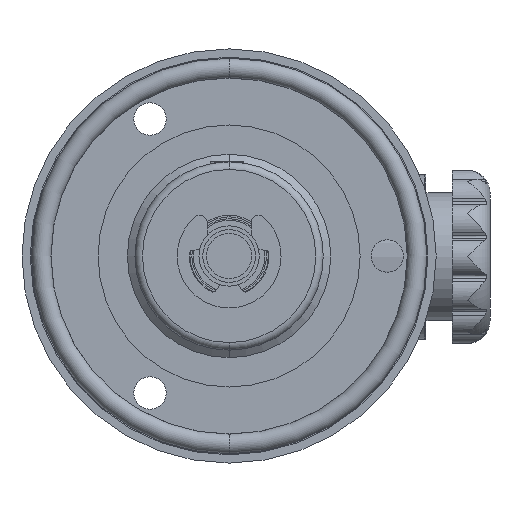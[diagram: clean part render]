
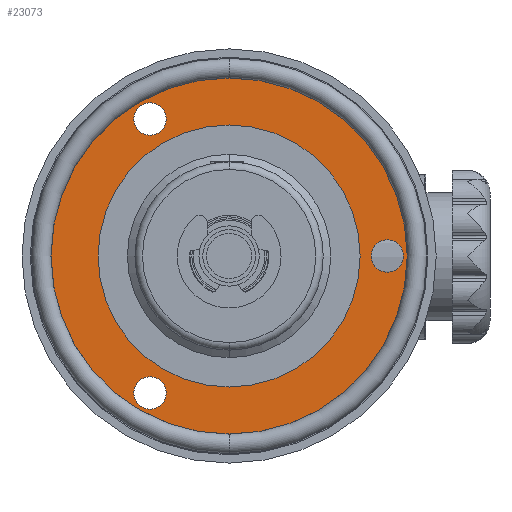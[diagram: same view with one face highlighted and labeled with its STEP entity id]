
A CAD part, front view. The second image highlights one B-rep face of the part: STEP entity #23073.
In plain terms, the highlighted planar face has unit normal (0, -1, 0).
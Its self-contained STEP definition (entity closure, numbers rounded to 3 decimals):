
#433 = VERTEX_POINT ( 'NONE', #15495 ) ;
#897 = CARTESIAN_POINT ( 'NONE',  ( 21., 0., 0. ) ) ;
#1230 = FACE_BOUND ( 'NONE', #23173, .T. ) ;
#1427 = CARTESIAN_POINT ( 'NONE',  ( -10.5, 0., 18.187 ) ) ;
#1745 = DIRECTION ( 'NONE',  ( 0., 0., 1. ) ) ;
#1962 = DIRECTION ( 'NONE',  ( -1., 0., 0. ) ) ;
#2178 = CARTESIAN_POINT ( 'NONE',  ( 0., 0., 23.65 ) ) ;
#2313 = CARTESIAN_POINT ( 'NONE',  ( 0., 0., -23.65 ) ) ;
#2623 = DIRECTION ( 'NONE',  ( 0., 1., 0. ) ) ;
#2913 = FACE_OUTER_BOUND ( 'NONE', #26378, .T. ) ;
#3025 = CARTESIAN_POINT ( 'NONE',  ( -10.5, 0., 18.187 ) ) ;
#3527 = EDGE_CURVE ( 'NONE', #21424, #19492, #3808, .T. ) ;
#3586 = AXIS2_PLACEMENT_3D ( 'NONE', #5160, #13766, #17673 ) ;
#3719 = CARTESIAN_POINT ( 'NONE',  ( -9.425, 0., 16.325 ) ) ;
#3808 = CIRCLE ( 'NONE', #6032, 2.15 ) ;
#4252 = CARTESIAN_POINT ( 'NONE',  ( 0., 0., 17.4 ) ) ;
#5002 = DIRECTION ( 'NONE',  ( 0., 0., 1. ) ) ;
#5160 = CARTESIAN_POINT ( 'NONE',  ( -27.5, 0., 0. ) ) ;
#5188 = DIRECTION ( 'NONE',  ( 0., 1., 0. ) ) ;
#5513 = CARTESIAN_POINT ( 'NONE',  ( -11.575, 0., -20.048 ) ) ;
#5522 = AXIS2_PLACEMENT_3D ( 'NONE', #8372, #25405, #6434 ) ;
#5550 = EDGE_CURVE ( 'NONE', #14496, #18085, #24189, .T. ) ;
#5728 = DIRECTION ( 'NONE',  ( 0., 1., 0. ) ) ;
#5915 = ORIENTED_EDGE ( 'NONE', *, *, #20809, .T. ) ;
#6032 = AXIS2_PLACEMENT_3D ( 'NONE', #3025, #19688, #7059 ) ;
#6268 = DIRECTION ( 'NONE',  ( 0., 1., 0. ) ) ;
#6434 = DIRECTION ( 'NONE',  ( 0.5, 0., 0.866 ) ) ;
#6873 = VERTEX_POINT ( 'NONE', #5513 ) ;
#7059 = DIRECTION ( 'NONE',  ( 0.5, 0., -0.866 ) ) ;
#7123 = EDGE_CURVE ( 'NONE', #12680, #14386, #17001, .T. ) ;
#7144 = ORIENTED_EDGE ( 'NONE', *, *, #8376, .F. ) ;
#7550 = DIRECTION ( 'NONE',  ( 0., 1., 0. ) ) ;
#7782 = CARTESIAN_POINT ( 'NONE',  ( 23.15, 0., 0. ) ) ;
#7825 = DIRECTION ( 'NONE',  ( 0., 1., 0. ) ) ;
#7981 = VERTEX_POINT ( 'NONE', #10873 ) ;
#8372 = CARTESIAN_POINT ( 'NONE',  ( -10.5, 0., -18.187 ) ) ;
#8376 = EDGE_CURVE ( 'NONE', #18085, #14496, #13111, .T. ) ;
#8711 = CIRCLE ( 'NONE', #20654, 2.15 ) ;
#8855 = CIRCLE ( 'NONE', #15982, 2.15 ) ;
#9311 = CARTESIAN_POINT ( 'NONE',  ( -11.575, 0., 20.048 ) ) ;
#9597 = CIRCLE ( 'NONE', #21096, 2.15 ) ;
#9699 = ORIENTED_EDGE ( 'NONE', *, *, #7123, .T. ) ;
#9915 = CIRCLE ( 'NONE', #26276, 2.15 ) ;
#10029 = AXIS2_PLACEMENT_3D ( 'NONE', #12187, #10367, #1745 ) ;
#10367 = DIRECTION ( 'NONE',  ( 0., 1., 0. ) ) ;
#10838 = EDGE_LOOP ( 'NONE', ( #26843, #14754 ) ) ;
#10873 = CARTESIAN_POINT ( 'NONE',  ( 18.85, 0., 0. ) ) ;
#11282 = FACE_BOUND ( 'NONE', #10838, .T. ) ;
#11605 = ORIENTED_EDGE ( 'NONE', *, *, #3527, .T. ) ;
#12187 = CARTESIAN_POINT ( 'NONE',  ( 0., 0., 0. ) ) ;
#12680 = VERTEX_POINT ( 'NONE', #4252 ) ;
#13111 = CIRCLE ( 'NONE', #20597, 23.65 ) ;
#13351 = CARTESIAN_POINT ( 'NONE',  ( 0., 0., 0. ) ) ;
#13760 = DIRECTION ( 'NONE',  ( 0., 1., 0. ) ) ;
#13766 = DIRECTION ( 'NONE',  ( 0., -1., 0. ) ) ;
#14335 = AXIS2_PLACEMENT_3D ( 'NONE', #24683, #5728, #26500 ) ;
#14386 = VERTEX_POINT ( 'NONE', #16530 ) ;
#14496 = VERTEX_POINT ( 'NONE', #2313 ) ;
#14754 = ORIENTED_EDGE ( 'NONE', *, *, #25394, .T. ) ;
#14898 = EDGE_CURVE ( 'NONE', #7981, #25509, #8711, .T. ) ;
#14956 = EDGE_CURVE ( 'NONE', #19492, #21424, #9597, .T. ) ;
#15146 = DIRECTION ( 'NONE',  ( 0.5, 0., 0.866 ) ) ;
#15495 = CARTESIAN_POINT ( 'NONE',  ( -9.425, 0., -16.325 ) ) ;
#15982 = AXIS2_PLACEMENT_3D ( 'NONE', #21644, #2623, #15146 ) ;
#16347 = ORIENTED_EDGE ( 'NONE', *, *, #5550, .F. ) ;
#16530 = CARTESIAN_POINT ( 'NONE',  ( 0., 0., -17.4 ) ) ;
#16857 = AXIS2_PLACEMENT_3D ( 'NONE', #19892, #5188, #24138 ) ;
#17001 = CIRCLE ( 'NONE', #14335, 17.4 ) ;
#17540 = EDGE_CURVE ( 'NONE', #14386, #12680, #25196, .T. ) ;
#17673 = DIRECTION ( 'NONE',  ( 0., 0., -1. ) ) ;
#17732 = EDGE_CURVE ( 'NONE', #433, #6873, #8855, .T. ) ;
#17937 = PLANE ( 'NONE',  #3586 ) ;
#18076 = FACE_BOUND ( 'NONE', #26925, .T. ) ;
#18085 = VERTEX_POINT ( 'NONE', #2178 ) ;
#18195 = FACE_BOUND ( 'NONE', #19434, .T. ) ;
#19434 = EDGE_LOOP ( 'NONE', ( #21213, #5915 ) ) ;
#19492 = VERTEX_POINT ( 'NONE', #9311 ) ;
#19688 = DIRECTION ( 'NONE',  ( 0., 1., 0. ) ) ;
#19892 = CARTESIAN_POINT ( 'NONE',  ( 0., 0., 0. ) ) ;
#20597 = AXIS2_PLACEMENT_3D ( 'NONE', #13351, #13760, #5002 ) ;
#20654 = AXIS2_PLACEMENT_3D ( 'NONE', #897, #7550, #26255 ) ;
#20709 = DIRECTION ( 'NONE',  ( 0.5, 0., -0.866 ) ) ;
#20809 = EDGE_CURVE ( 'NONE', #6873, #433, #25411, .T. ) ;
#20962 = CARTESIAN_POINT ( 'NONE',  ( 21., 0., 0. ) ) ;
#21096 = AXIS2_PLACEMENT_3D ( 'NONE', #1427, #7825, #20709 ) ;
#21213 = ORIENTED_EDGE ( 'NONE', *, *, #17732, .T. ) ;
#21424 = VERTEX_POINT ( 'NONE', #3719 ) ;
#21644 = CARTESIAN_POINT ( 'NONE',  ( -10.5, 0., -18.187 ) ) ;
#23073 = ADVANCED_FACE ( 'NONE', ( #1230, #18076, #2913, #11282, #18195 ), #17937, .T. ) ;
#23173 = EDGE_LOOP ( 'NONE', ( #11605, #25721 ) ) ;
#24138 = DIRECTION ( 'NONE',  ( 0., 0., 1. ) ) ;
#24189 = CIRCLE ( 'NONE', #10029, 23.65 ) ;
#24683 = CARTESIAN_POINT ( 'NONE',  ( 0., 0., 0. ) ) ;
#25196 = CIRCLE ( 'NONE', #16857, 17.4 ) ;
#25345 = ORIENTED_EDGE ( 'NONE', *, *, #17540, .T. ) ;
#25394 = EDGE_CURVE ( 'NONE', #25509, #7981, #9915, .T. ) ;
#25405 = DIRECTION ( 'NONE',  ( 0., 1., 0. ) ) ;
#25411 = CIRCLE ( 'NONE', #5522, 2.15 ) ;
#25509 = VERTEX_POINT ( 'NONE', #7782 ) ;
#25721 = ORIENTED_EDGE ( 'NONE', *, *, #14956, .T. ) ;
#26255 = DIRECTION ( 'NONE',  ( -1., 0., 0. ) ) ;
#26276 = AXIS2_PLACEMENT_3D ( 'NONE', #20962, #6268, #1962 ) ;
#26378 = EDGE_LOOP ( 'NONE', ( #7144, #16347 ) ) ;
#26500 = DIRECTION ( 'NONE',  ( 0., 0., 1. ) ) ;
#26843 = ORIENTED_EDGE ( 'NONE', *, *, #14898, .T. ) ;
#26925 = EDGE_LOOP ( 'NONE', ( #9699, #25345 ) ) ;
